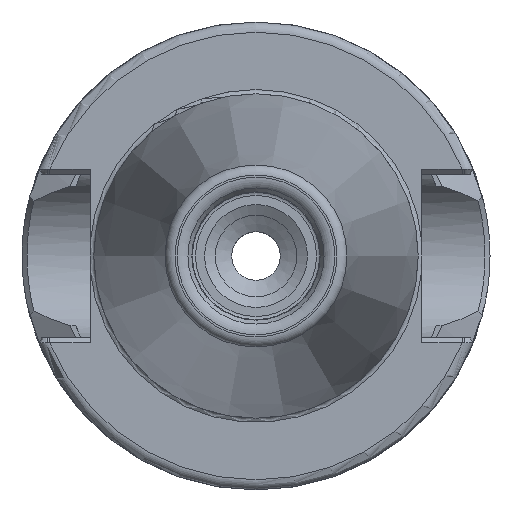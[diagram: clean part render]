
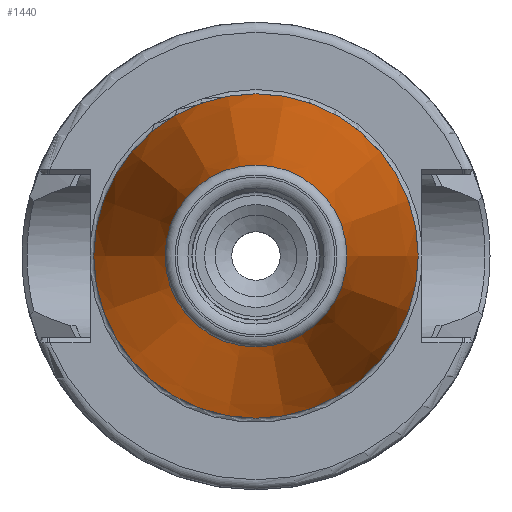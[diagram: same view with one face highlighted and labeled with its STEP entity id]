
A CAD part, left-side view. The second image highlights one B-rep face of the part: STEP entity #1440.
In plain terms, the highlighted conical face has half-angle 8.297 degrees and reference radius 12.445 mm.
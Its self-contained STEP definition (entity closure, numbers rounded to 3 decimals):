
#203=FACE_OUTER_BOUND('',#281,.T.);
#281=EDGE_LOOP('',(#1319,#1320,#1321,#1322,#1323,#1324,#1325));
#356=LINE('',#3179,#424);
#424=VECTOR('',#2012,12.445);
#518=CIRCLE('',#1616,8.941);
#519=CIRCLE('',#1617,8.941);
#520=CIRCLE('',#1618,8.941);
#522=CIRCLE('',#1621,15.948);
#523=CIRCLE('',#1622,15.948);
#678=VERTEX_POINT('',#3167);
#679=VERTEX_POINT('',#3168);
#680=VERTEX_POINT('',#3170);
#681=VERTEX_POINT('',#3175);
#682=VERTEX_POINT('',#3176);
#897=EDGE_CURVE('',#678,#679,#518,.T.);
#898=EDGE_CURVE('',#680,#678,#519,.T.);
#899=EDGE_CURVE('',#679,#680,#520,.T.);
#901=EDGE_CURVE('',#681,#682,#522,.T.);
#902=EDGE_CURVE('',#682,#681,#523,.T.);
#903=EDGE_CURVE('',#682,#680,#356,.T.);
#1319=ORIENTED_EDGE('',*,*,#901,.F.);
#1320=ORIENTED_EDGE('',*,*,#902,.F.);
#1321=ORIENTED_EDGE('',*,*,#903,.T.);
#1322=ORIENTED_EDGE('',*,*,#898,.T.);
#1323=ORIENTED_EDGE('',*,*,#897,.T.);
#1324=ORIENTED_EDGE('',*,*,#899,.T.);
#1325=ORIENTED_EDGE('',*,*,#903,.F.);
#1371=CONICAL_SURFACE('',#1620,12.445,0.145);
#1440=ADVANCED_FACE('',(#203),#1371,.T.);
#1616=AXIS2_PLACEMENT_3D('',#3169,#1998,#1999);
#1617=AXIS2_PLACEMENT_3D('',#3171,#2000,#2001);
#1618=AXIS2_PLACEMENT_3D('',#3172,#2002,#2003);
#1620=AXIS2_PLACEMENT_3D('',#3174,#2006,#2007);
#1621=AXIS2_PLACEMENT_3D('',#3177,#2008,#2009);
#1622=AXIS2_PLACEMENT_3D('',#3178,#2010,#2011);
#1998=DIRECTION('center_axis',(1.,0.,0.));
#1999=DIRECTION('ref_axis',(0.,0.,-1.));
#2000=DIRECTION('center_axis',(1.,0.,0.));
#2001=DIRECTION('ref_axis',(0.,0.,-1.));
#2002=DIRECTION('center_axis',(1.,0.,0.));
#2003=DIRECTION('ref_axis',(0.,0.,-1.));
#2006=DIRECTION('center_axis',(1.,0.,0.));
#2007=DIRECTION('ref_axis',(0.,1.,0.));
#2008=DIRECTION('center_axis',(1.,0.,0.));
#2009=DIRECTION('ref_axis',(0.,0.,-1.));
#2010=DIRECTION('center_axis',(1.,0.,0.));
#2011=DIRECTION('ref_axis',(0.,0.,-1.));
#2012=DIRECTION('',(-0.99,0.144,0.));
#3167=CARTESIAN_POINT('',(-47.944,8.941,0.));
#3168=CARTESIAN_POINT('',(-47.944,0.,8.941));
#3169=CARTESIAN_POINT('Origin',(-47.944,0.,
0.));
#3170=CARTESIAN_POINT('',(-47.944,-8.941,0.));
#3171=CARTESIAN_POINT('Origin',(-47.944,0.,
0.));
#3172=CARTESIAN_POINT('Origin',(-47.944,0.,
0.));
#3174=CARTESIAN_POINT('Origin',(-23.922,0.,
0.));
#3175=CARTESIAN_POINT('',(0.1,15.948,0.));
#3176=CARTESIAN_POINT('',(0.1,-15.948,0.));
#3177=CARTESIAN_POINT('Origin',(0.1,0.,
0.));
#3178=CARTESIAN_POINT('Origin',(0.1,0.,
0.));
#3179=CARTESIAN_POINT('',(-23.922,-12.445,0.));
